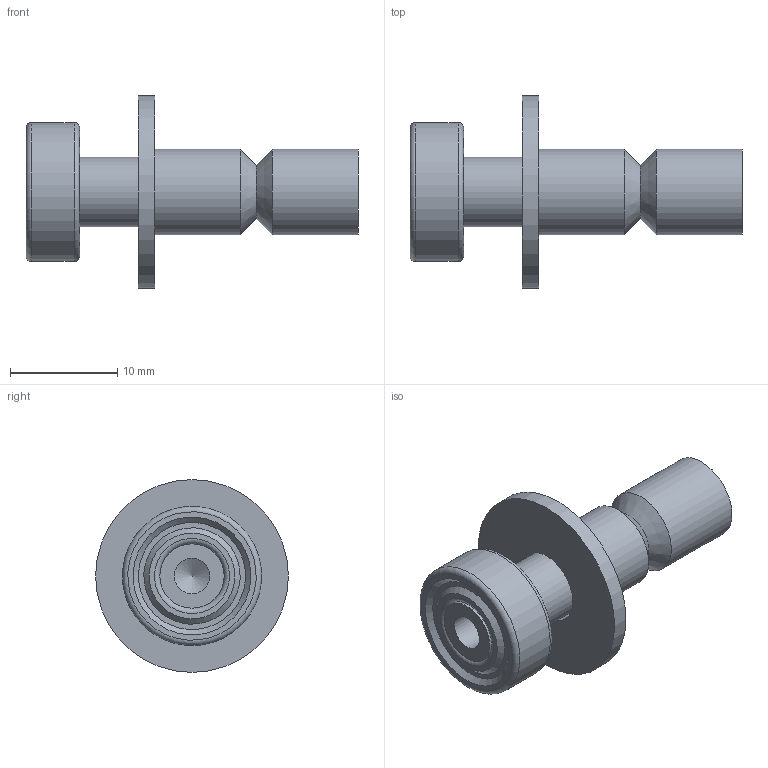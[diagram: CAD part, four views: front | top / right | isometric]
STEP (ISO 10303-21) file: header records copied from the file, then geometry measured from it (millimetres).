
FILE_DESCRIPTION(/* description */ ('Carrello di scorrimento semplice, cuscinetto Ø13 L=31'),/* implementation_level */ '2;1');
FILE_NAME(/* name */ 'CCS50-00.stp',/* time_stamp */ '2022-06-17T14:04:39+02:00',/* author */ ('Stefan'),/* organization */ ('Alusic'),/* preprocessor_version */ 'ST-DEVELOPER v18.1',/* originating_system */ 'Autodesk Inventor 2021',/* authorisation */ '');
FILE_SCHEMA (('AUTOMOTIVE_DESIGN { 1 0 10303 214 3 1 1 }'));
Length unit declared in the file: millimetre
Products named in the file (1): CCS50-00
Bounding box: 31 x 18 x 18 mm (x, y, z)
Volume: 1996.6 mm3; surface area: 1993 mm2
Topology: 3 solids, 3 shells, 32 faces, 56 edges, 36 vertices
Faces by surface type: plane 12, cylinder 9, cone 7, torus 4
Full cylindrical faces by diameter (mm): 3.3 x1, 6 x2, 6.5 x1, 7 x1, 8 x2, 13 x1, 18 x1
Entity records: 848 total; most frequent: DIRECTION 160, CARTESIAN_POINT 124, ORIENTED_EDGE 110, AXIS2_PLACEMENT_3D 72, EDGE_CURVE 55, EDGE_LOOP 43, CIRCLE 39, VERTEX_POINT 36
